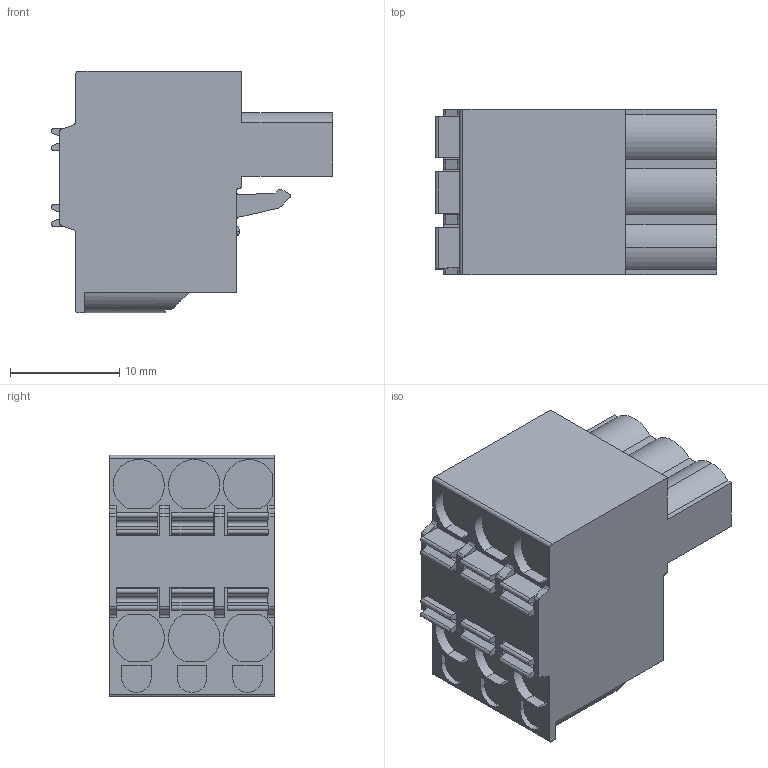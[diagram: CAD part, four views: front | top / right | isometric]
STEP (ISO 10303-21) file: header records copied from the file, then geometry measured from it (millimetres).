
FILE_DESCRIPTION((''),'2;1');
FILE_NAME('11111','2024-09-30T11:47:30',('tluser'),(''),'CREO PARAMETRIC BY PTC INC, 2018100','CREO PARAMETRIC BY PTC INC, 2018100','');
FILE_SCHEMA(('CONFIG_CONTROL_DESIGN'));
Length unit declared in the file: millimetre
Products named in the file (1): 11111
Bounding box: 25.72 x 15.14 x 22.1 mm (x, y, z)
Volume: 5508.8 mm3; surface area: 2621.3 mm2
Topology: 1 solids, 1 shells, 254 faces, 700 edges, 465 vertices
Faces by surface type: plane 171, cylinder 79, bspline 4
Entity records: 8203 total; most frequent: CARTESIAN_POINT 1547, ORIENTED_EDGE 1392, DIRECTION 1367, EDGE_CURVE 696, VECTOR 513, LINE 513, VERTEX_POINT 465, AXIS2_PLACEMENT_3D 427
